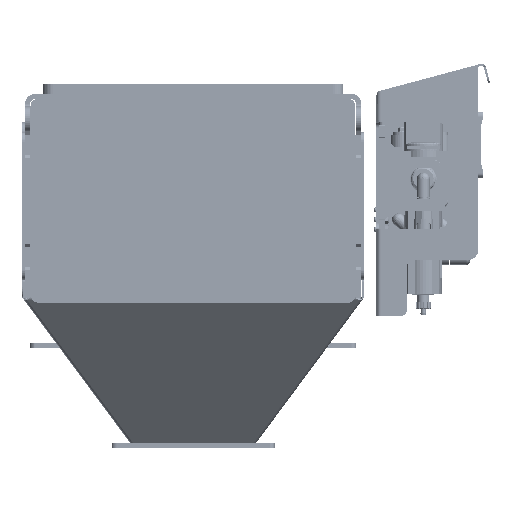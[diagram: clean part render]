
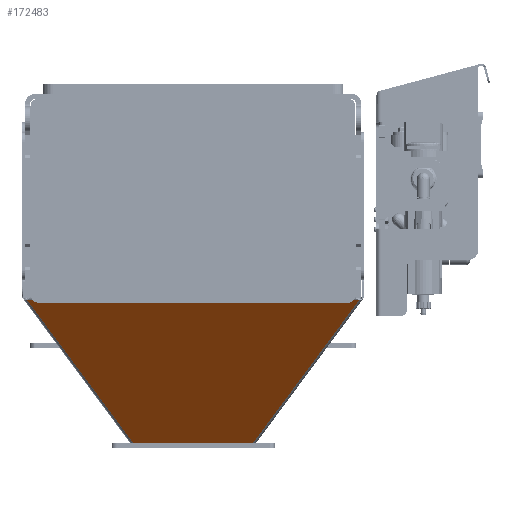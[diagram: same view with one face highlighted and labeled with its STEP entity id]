
A CAD part, left-side view. The second image highlights one B-rep face of the part: STEP entity #172483.
In plain terms, the highlighted planar face has unit normal (-0.741, 0, -0.672).
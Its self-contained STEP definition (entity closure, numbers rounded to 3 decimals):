
#20046=FACE_OUTER_BOUND('',#30258,.T.);
#30258=EDGE_LOOP('',(#114533,#114534,#114535,#114536));
#42429=LINE('',#264113,#55377);
#42542=LINE('',#264786,#55490);
#42664=LINE('',#265428,#55612);
#42700=LINE('',#265582,#55648);
#55377=VECTOR('',#208573,10.);
#55490=VECTOR('',#208878,10.);
#55612=VECTOR('',#209194,10.);
#55648=VECTOR('',#209282,10.);
#69158=VERTEX_POINT('',#263869);
#69160=VERTEX_POINT('',#263881);
#69223=VERTEX_POINT('',#264112);
#69312=VERTEX_POINT('',#264602);
#86328=EDGE_CURVE('',#69223,#69158,#42429,.T.);
#86514=EDGE_CURVE('',#69312,#69160,#42542,.T.);
#86694=EDGE_CURVE('',#69312,#69223,#42664,.T.);
#86744=EDGE_CURVE('',#69160,#69158,#42700,.T.);
#114533=ORIENTED_EDGE('',*,*,#86328,.T.);
#114534=ORIENTED_EDGE('',*,*,#86744,.F.);
#114535=ORIENTED_EDGE('',*,*,#86514,.F.);
#114536=ORIENTED_EDGE('',*,*,#86694,.T.);
#156814=PLANE('',#184239);
#172483=ADVANCED_FACE('',(#20046),#156814,.F.);
#184239=AXIS2_PLACEMENT_3D('',#265581,#209280,#209281);
#208573=DIRECTION('',(0.589,-0.482,-0.649));
#208878=DIRECTION('',(0.589,0.482,-0.649));
#209194=DIRECTION('',(0.,1.,0.));
#209280=DIRECTION('center_axis',(0.741,0.,
0.672));
#209281=DIRECTION('ref_axis',(0.,1.,0.));
#209282=DIRECTION('',(0.,1.,0.));
#263869=CARTESIAN_POINT('',(-378.982,58.619,-98.));
#263881=CARTESIAN_POINT('',(-378.982,-58.619,-98.));
#264112=CARTESIAN_POINT('',(-506.463,163.032,42.593));
#264113=CARTESIAN_POINT('',(-464.724,128.845,-3.439));
#264602=CARTESIAN_POINT('',(-506.463,-163.032,42.593));
#264786=CARTESIAN_POINT('',(-464.724,-128.845,-3.439));
#265428=CARTESIAN_POINT('',(-506.463,-629.984,42.593));
#265581=CARTESIAN_POINT('Origin',(-442.722,41.25,-27.704));
#265582=CARTESIAN_POINT('',(-378.982,0.,-98.));
